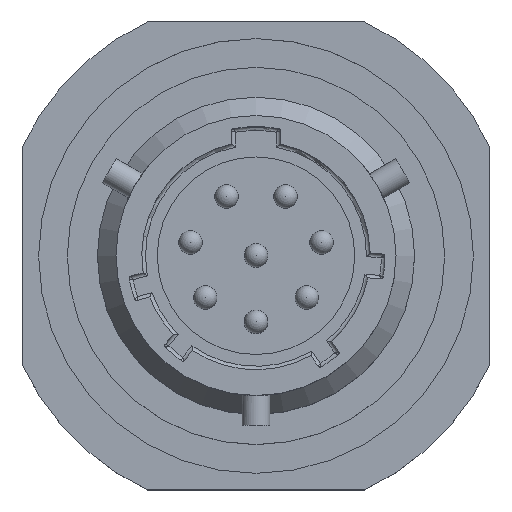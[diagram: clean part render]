
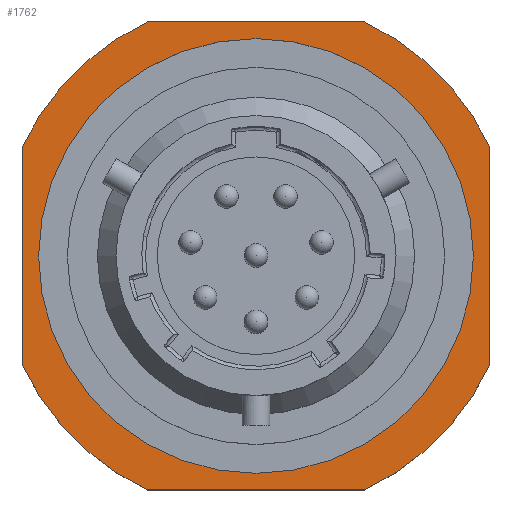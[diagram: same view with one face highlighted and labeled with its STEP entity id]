
A CAD part, top view. The second image highlights one B-rep face of the part: STEP entity #1762.
In plain terms, the highlighted planar face has unit normal (0, 0, 1).
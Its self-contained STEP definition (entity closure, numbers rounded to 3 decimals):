
#76=LINE($,#2887,#152);
#84=LINE($,#2909,#160);
#85=LINE($,#2910,#161);
#86=LINE($,#2911,#162);
#152=VECTOR($,#2371,14.729);
#160=VECTOR($,#2395,14.729);
#161=VECTOR($,#2396,14.729);
#162=VECTOR($,#2397,14.729);
#339=FACE_BOUND($,#607,.T.);
#431=FACE_OUTER_BOUND($,#606,.T.);
#606=EDGE_LOOP($,(#1311,#1312,#1313,#1314,#1315,#1316,#1317,#1318));
#607=EDGE_LOOP($,(#1319));
#743=CIRCLE($,#1990,17.5);
#745=CIRCLE($,#1993,17.5);
#749=CIRCLE($,#2000,17.5);
#750=CIRCLE($,#2002,17.5);
#751=CIRCLE($,#2004,14.75);
#856=VERTEX_POINT($,#2866);
#857=VERTEX_POINT($,#2867);
#860=VERTEX_POINT($,#2875);
#861=VERTEX_POINT($,#2876);
#864=VERTEX_POINT($,#2884);
#869=VERTEX_POINT($,#2899);
#870=VERTEX_POINT($,#2903);
#871=VERTEX_POINT($,#2904);
#872=VERTEX_POINT($,#2912);
#1013=EDGE_CURVE($,#856,#857,#743,.T.);
#1017=EDGE_CURVE($,#860,#861,#745,.T.);
#1022=EDGE_CURVE($,#864,#856,#76,.T.);
#1030=EDGE_CURVE($,#864,#869,#749,.T.);
#1031=EDGE_CURVE($,#870,#871,#750,.T.);
#1034=EDGE_CURVE($,#870,#869,#84,.T.);
#1035=EDGE_CURVE($,#861,#871,#85,.T.);
#1036=EDGE_CURVE($,#857,#860,#86,.T.);
#1037=EDGE_CURVE($,#872,#872,#751,.T.);
#1311=ORIENTED_EDGE($,*,*,#1030,.T.);
#1312=ORIENTED_EDGE($,*,*,#1034,.F.);
#1313=ORIENTED_EDGE($,*,*,#1031,.T.);
#1314=ORIENTED_EDGE($,*,*,#1035,.F.);
#1315=ORIENTED_EDGE($,*,*,#1017,.F.);
#1316=ORIENTED_EDGE($,*,*,#1036,.F.);
#1317=ORIENTED_EDGE($,*,*,#1013,.F.);
#1318=ORIENTED_EDGE($,*,*,#1022,.F.);
#1319=ORIENTED_EDGE($,*,*,#1037,.F.);
#1671=PLANE($,#2003);
#1762=ADVANCED_FACE($,(#431,#339),#1671,.F.);
#1990=AXIS2_PLACEMENT_3D($,#2868,#2354,#2355);
#1993=AXIS2_PLACEMENT_3D($,#2877,#2362,#2363);
#2000=AXIS2_PLACEMENT_3D($,#2901,#2385,#2386);
#2002=AXIS2_PLACEMENT_3D($,#2905,#2389,#2390);
#2003=AXIS2_PLACEMENT_3D($,#2908,#2393,#2394);
#2004=AXIS2_PLACEMENT_3D($,#2913,#2398,#2399);
#2354=DIRECTION('center_axis',(0.,0.,-1.));
#2355=DIRECTION('ref_axis',(0.421,0.907,0.));
#2362=DIRECTION('center_axis',(0.,0.,-1.));
#2363=DIRECTION('ref_axis',(0.907,-0.421,0.));
#2371=DIRECTION($,(1.,0.,0.));
#2385=DIRECTION('center_axis',(0.,0.,1.));
#2386=DIRECTION('ref_axis',(-0.421,0.907,0.));
#2389=DIRECTION('center_axis',(0.,0.,1.));
#2390=DIRECTION('ref_axis',(-0.907,-0.421,0.));
#2393=DIRECTION('center_axis',(0.,0.,-1.));
#2394=DIRECTION('ref_axis',(-1.,0.,0.));
#2395=DIRECTION($,(0.,1.,0.));
#2396=DIRECTION($,(-1.,0.,0.));
#2397=DIRECTION($,(0.,-1.,0.));
#2398=DIRECTION('center_axis',(0.,0.,1.));
#2399=DIRECTION('ref_axis',(0.,1.,0.));
#2866=CARTESIAN_POINT('',(7.364,15.875,13.42));
#2867=CARTESIAN_POINT('',(15.875,7.364,13.42));
#2868=CARTESIAN_POINT('Origin',(0.,0.,13.42));
#2875=CARTESIAN_POINT('',(15.875,-7.364,13.42));
#2876=CARTESIAN_POINT('',(7.364,-15.875,13.42));
#2877=CARTESIAN_POINT('Origin',(0.,0.,13.42));
#2884=CARTESIAN_POINT('',(-7.364,15.875,13.42));
#2887=CARTESIAN_POINT($,(-7.364,15.875,13.42));
#2899=CARTESIAN_POINT('',(-15.875,7.364,13.42));
#2901=CARTESIAN_POINT('Origin',(0.,0.,13.42));
#2903=CARTESIAN_POINT('',(-15.875,-7.364,13.42));
#2904=CARTESIAN_POINT('',(-7.364,-15.875,13.42));
#2905=CARTESIAN_POINT('Origin',(0.,0.,13.42));
#2908=CARTESIAN_POINT('Origin',(17.463,17.463,13.42));
#2909=CARTESIAN_POINT($,(-15.875,-7.364,13.42));
#2910=CARTESIAN_POINT($,(7.364,-15.875,13.42));
#2911=CARTESIAN_POINT($,(15.875,7.364,13.42));
#2912=CARTESIAN_POINT('',(0.,-14.75,13.42));
#2913=CARTESIAN_POINT('Origin',(0.,0.,13.42));
